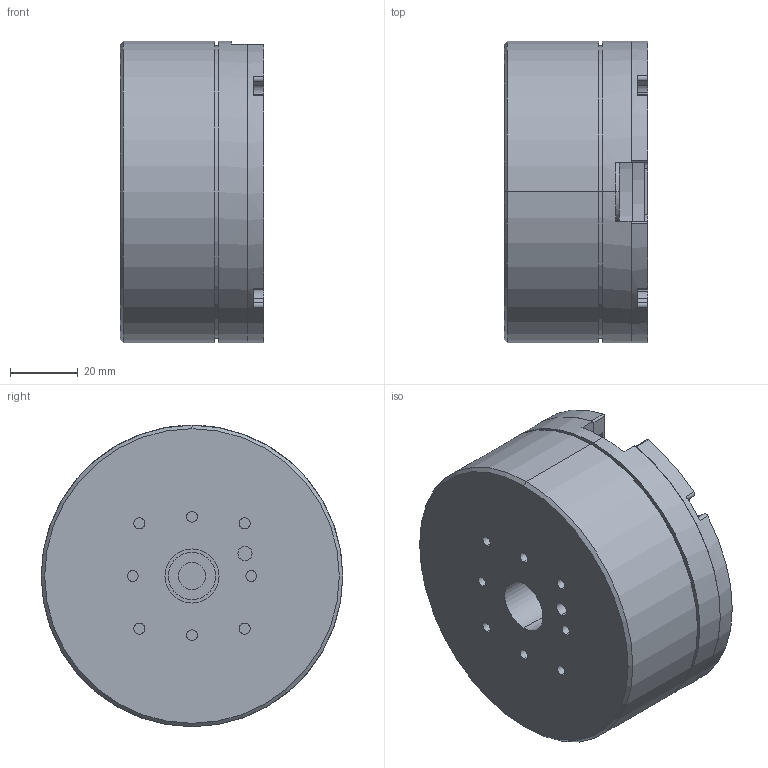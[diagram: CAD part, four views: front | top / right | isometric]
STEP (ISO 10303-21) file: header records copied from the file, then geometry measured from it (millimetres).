
FILE_DESCRIPTION (( 'STEP AP214' ), '1' );
FILE_NAME ('9015实心带后盖.STEP', '2019-12-08T02:29:45', ( '' ), ( '' ), 'SwSTEP 2.0', 'SolidWorks 2016', '' );
FILE_SCHEMA (( 'AUTOMOTIVE_DESIGN' ));
Length unit declared in the file: millimetre
Products named in the file (3): 9015妗陑; 綴裔; 9015妗陑湍綴裔
Assembly tree (2 placements, depth 2):
  9015妗陑湍綴裔
    9015妗陑
    綴裔
Bounding box: 42.5 x 89 x 89 mm (x, y, z)
Volume: 198175.8 mm3; surface area: 52860.5 mm2
Topology: 2 solids, 2 shells, 255 faces, 652 edges, 434 vertices
Faces by surface type: cylinder 173, plane 80, cone 2
Entity records: 8068 total; most frequent: DIRECTION 1540, CARTESIAN_POINT 1346, ORIENTED_EDGE 1304, EDGE_CURVE 652, AXIS2_PLACEMENT_3D 628, VERTEX_POINT 434, CIRCLE 368, EDGE_LOOP 308
